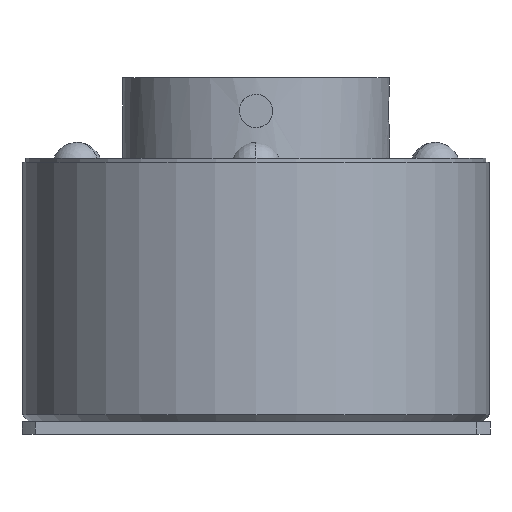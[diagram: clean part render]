
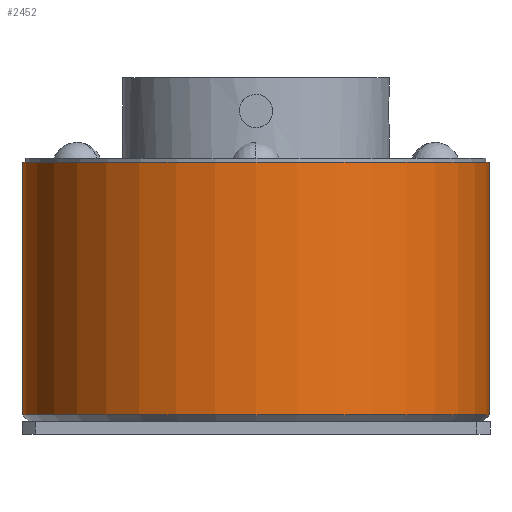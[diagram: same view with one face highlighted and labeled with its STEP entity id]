
A CAD part, front view. The second image highlights one B-rep face of the part: STEP entity #2452.
In plain terms, the highlighted cylindrical face has radius 35 mm (diameter 70 mm), a partial arc.
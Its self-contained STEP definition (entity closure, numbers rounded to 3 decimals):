
#635 = DIRECTION ( 'NONE',  ( 0., 0., -1. ) ) ;
#636 = VECTOR ( 'NONE', #635, 1000. ) ;
#637 = CARTESIAN_POINT ( 'NONE',  ( 35., 0., 35.5 ) ) ;
#640 = LINE ( 'NONE', #637, #636 ) ;
#650 = CARTESIAN_POINT ( 'NONE',  ( 35., 0., 2.9 ) ) ;
#671 = CARTESIAN_POINT ( 'NONE',  ( -35., 0., 35.5 ) ) ;
#672 = LINE ( 'NONE', #671, #685 ) ;
#673 = DIRECTION ( 'NONE',  ( 0., 0., -1. ) ) ;
#674 = CARTESIAN_POINT ( 'NONE',  ( -35., 0., 40.8 ) ) ;
#685 = VECTOR ( 'NONE', #673, 1000. ) ;
#711 = CARTESIAN_POINT ( 'NONE',  ( 35., 0., 40.8 ) ) ;
#1058 = CARTESIAN_POINT ( 'NONE',  ( -35., 0., 2.9 ) ) ;
#1821 = DIRECTION ( 'NONE',  ( -1., 0., 0. ) ) ;
#1822 = DIRECTION ( 'NONE',  ( 0., 0., -1. ) ) ;
#1823 = CARTESIAN_POINT ( 'NONE',  ( 0., 0., 2.9 ) ) ;
#1824 = AXIS2_PLACEMENT_3D ( 'NONE', #1823, #1822, #1821 ) ;
#1825 = CIRCLE ( 'NONE', #1824, 35. ) ;
#1826 = DIRECTION ( 'NONE',  ( 1., 0., 0. ) ) ;
#1827 = DIRECTION ( 'NONE',  ( 0., 0., 1. ) ) ;
#1828 = CARTESIAN_POINT ( 'NONE',  ( 0., 0., 40.8 ) ) ;
#1829 = AXIS2_PLACEMENT_3D ( 'NONE', #1828, #1827, #1826 ) ;
#1830 = CIRCLE ( 'NONE', #1829, 35. ) ;
#2282 = ORIENTED_EDGE ( 'NONE', *, *, #2283, .F. ) ;
#2283 = EDGE_CURVE ( 'NONE', #2949, #2948, #1830, .T. ) ;
#2284 = ORIENTED_EDGE ( 'NONE', *, *, #2946, .T. ) ;
#2285 = ORIENTED_EDGE ( 'NONE', *, *, #2286, .F. ) ;
#2286 = EDGE_CURVE ( 'NONE', #2952, #3085, #1825, .T. ) ;
#2308 = ORIENTED_EDGE ( 'NONE', *, *, #2930, .F. ) ;
#2452 = ADVANCED_FACE ( 'NONE', ( #3170 ), #3161, .T. ) ;
#2579 = EDGE_LOOP ( 'NONE', ( #2308, #2282, #2284, #2285 ) ) ;
#2930 = EDGE_CURVE ( 'NONE', #2948, #2952, #640, .T. ) ;
#2946 = EDGE_CURVE ( 'NONE', #2949, #3085, #672, .T. ) ;
#2948 = VERTEX_POINT ( 'NONE', #711 ) ;
#2949 = VERTEX_POINT ( 'NONE', #674 ) ;
#2952 = VERTEX_POINT ( 'NONE', #650 ) ;
#3085 = VERTEX_POINT ( 'NONE', #1058 ) ;
#3157 = DIRECTION ( 'NONE',  ( -1., 0., 0. ) ) ;
#3158 = DIRECTION ( 'NONE',  ( 0., 0., -1. ) ) ;
#3159 = CARTESIAN_POINT ( 'NONE',  ( 0., 0., 35.5 ) ) ;
#3160 = AXIS2_PLACEMENT_3D ( 'NONE', #3159, #3158, #3157 ) ;
#3161 = CYLINDRICAL_SURFACE ( 'NONE', #3160, 35. ) ;
#3170 = FACE_OUTER_BOUND ( 'NONE', #2579, .T. ) ;
